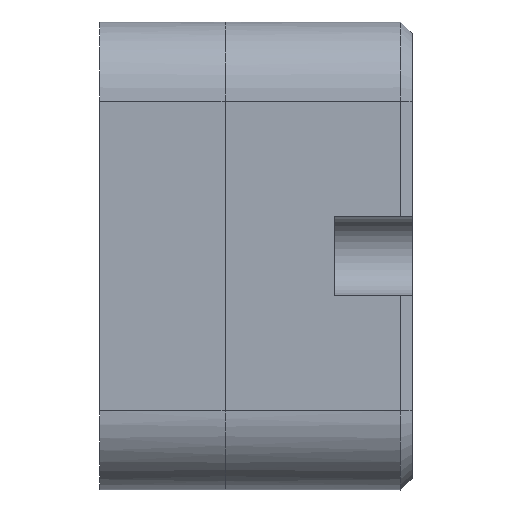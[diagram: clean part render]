
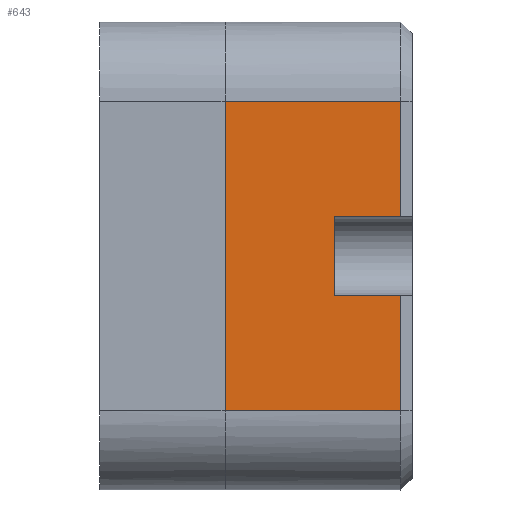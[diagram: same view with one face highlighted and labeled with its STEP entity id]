
A CAD part, left-side view. The second image highlights one B-rep face of the part: STEP entity #643.
In plain terms, the highlighted planar face has unit normal (-1, 0, 0).
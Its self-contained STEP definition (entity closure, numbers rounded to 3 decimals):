
#432 = VERTEX_POINT ( 'NONE', #1181 ) ;
#433 = ORIENTED_EDGE ( 'NONE', *, *, #661, .F. ) ;
#505 = ORIENTED_EDGE ( 'NONE', *, *, #506, .F. ) ;
#506 = EDGE_CURVE ( 'NONE', #507, #656, #1278, .T. ) ;
#507 = VERTEX_POINT ( 'NONE', #1274 ) ;
#508 = ORIENTED_EDGE ( 'NONE', *, *, #509, .T. ) ;
#509 = EDGE_CURVE ( 'NONE', #507, #510, #1244, .T. ) ;
#510 = VERTEX_POINT ( 'NONE', #1240 ) ;
#511 = ORIENTED_EDGE ( 'NONE', *, *, #512, .T. ) ;
#512 = EDGE_CURVE ( 'NONE', #510, #513, #1239, .T. ) ;
#513 = VERTEX_POINT ( 'NONE', #1235 ) ;
#514 = ORIENTED_EDGE ( 'NONE', *, *, #515, .T. ) ;
#515 = EDGE_CURVE ( 'NONE', #513, #432, #1234, .T. ) ;
#643 = ADVANCED_FACE ( 'NONE', ( #1412 ), #1411, .F. ) ;
#644 = EDGE_LOOP ( 'NONE', ( #645, #649, #652, #505, #508, #511, #514, #433 ) ) ;
#645 = ORIENTED_EDGE ( 'NONE', *, *, #646, .T. ) ;
#646 = EDGE_CURVE ( 'NONE', #647, #648, #1406, .T. ) ;
#647 = VERTEX_POINT ( 'NONE', #1402 ) ;
#648 = VERTEX_POINT ( 'NONE', #1401 ) ;
#649 = ORIENTED_EDGE ( 'NONE', *, *, #650, .T. ) ;
#650 = EDGE_CURVE ( 'NONE', #648, #651, #1400, .T. ) ;
#651 = VERTEX_POINT ( 'NONE', #1396 ) ;
#652 = ORIENTED_EDGE ( 'NONE', *, *, #653, .F. ) ;
#653 = EDGE_CURVE ( 'NONE', #656, #651, #1395, .T. ) ;
#656 = VERTEX_POINT ( 'NONE', #1391 ) ;
#661 = EDGE_CURVE ( 'NONE', #647, #432, #1476, .T. ) ;
#1181 = CARTESIAN_POINT ( 'NONE',  ( -14.998, 6., 4.96 ) ) ;
#1231 = DIRECTION ( 'NONE',  ( 0., 1., 0. ) ) ;
#1232 = VECTOR ( 'NONE', #1231, 1000. ) ;
#1233 = CARTESIAN_POINT ( 'NONE',  ( -14.999, 6., 4.96 ) ) ;
#1234 = LINE ( 'NONE', #1233, #1232 ) ;
#1235 = CARTESIAN_POINT ( 'NONE',  ( -14.999, 0.38, 4.96 ) ) ;
#1236 = DIRECTION ( 'NONE',  ( 0., 0., 1. ) ) ;
#1237 = VECTOR ( 'NONE', #1236, 1000. ) ;
#1238 = CARTESIAN_POINT ( 'NONE',  ( -14.999, 0.38, 4.96 ) ) ;
#1239 = LINE ( 'NONE', #1238, #1237 ) ;
#1240 = CARTESIAN_POINT ( 'NONE',  ( -14.999, 0.38, 1.27 ) ) ;
#1241 = DIRECTION ( 'NONE',  ( 0., -1., 0. ) ) ;
#1242 = VECTOR ( 'NONE', #1241, 1000. ) ;
#1243 = CARTESIAN_POINT ( 'NONE',  ( -14.999, 2.5, 1.27 ) ) ;
#1244 = LINE ( 'NONE', #1243, #1242 ) ;
#1274 = CARTESIAN_POINT ( 'NONE',  ( -14.999, 2.5, 1.27 ) ) ;
#1275 = DIRECTION ( 'NONE',  ( 0., 0., -1. ) ) ;
#1276 = VECTOR ( 'NONE', #1275, 1000. ) ;
#1277 = CARTESIAN_POINT ( 'NONE',  ( -14.999, 2.5, 1.27 ) ) ;
#1278 = LINE ( 'NONE', #1277, #1276 ) ;
#1391 = CARTESIAN_POINT ( 'NONE',  ( -14.999, 2.5, -1.27 ) ) ;
#1392 = DIRECTION ( 'NONE',  ( 0., -1., 0. ) ) ;
#1393 = VECTOR ( 'NONE', #1392, 1000. ) ;
#1394 = CARTESIAN_POINT ( 'NONE',  ( -14.999, 2.5, -1.27 ) ) ;
#1395 = LINE ( 'NONE', #1394, #1393 ) ;
#1396 = CARTESIAN_POINT ( 'NONE',  ( -14.999, 0.38, -1.27 ) ) ;
#1397 = DIRECTION ( 'NONE',  ( 0., 0., 1. ) ) ;
#1398 = VECTOR ( 'NONE', #1397, 1000. ) ;
#1399 = CARTESIAN_POINT ( 'NONE',  ( -14.999, 0.38, -1.27 ) ) ;
#1400 = LINE ( 'NONE', #1399, #1398 ) ;
#1401 = CARTESIAN_POINT ( 'NONE',  ( -14.999, 0.38, -4.96 ) ) ;
#1402 = CARTESIAN_POINT ( 'NONE',  ( -14.998, 6., -4.96 ) ) ;
#1403 = DIRECTION ( 'NONE',  ( 0., -1., 0. ) ) ;
#1404 = VECTOR ( 'NONE', #1403, 1000. ) ;
#1405 = CARTESIAN_POINT ( 'NONE',  ( -14.999, 6., -4.96 ) ) ;
#1406 = LINE ( 'NONE', #1405, #1404 ) ;
#1407 = DIRECTION ( 'NONE',  ( 0., 0., -1. ) ) ;
#1408 = DIRECTION ( 'NONE',  ( 1., 0., 0. ) ) ;
#1409 = CARTESIAN_POINT ( 'NONE',  ( -14.999, 6., 7.5 ) ) ;
#1410 = AXIS2_PLACEMENT_3D ( 'NONE', #1409, #1408, #1407 ) ;
#1411 = PLANE ( 'NONE',  #1410 ) ;
#1412 = FACE_OUTER_BOUND ( 'NONE', #644, .T. ) ;
#1471 = CARTESIAN_POINT ( 'NONE',  ( -14.998, 6., 4.96 ) ) ;
#1472 = CARTESIAN_POINT ( 'NONE',  ( -14.998, 6., 1.653 ) ) ;
#1473 = CARTESIAN_POINT ( 'NONE',  ( -14.998, 6., -1.653 ) ) ;
#1474 = CARTESIAN_POINT ( 'NONE',  ( -14.998, 6., -4.96 ) ) ;
#1476 = B_SPLINE_CURVE_WITH_KNOTS ( 'NONE', 3,
 ( #1474, #1473, #1472, #1471 ),
 .UNSPECIFIED., .F., .F.,
 ( 4, 4 ),
 ( 0., 1. ),
 .UNSPECIFIED. ) ;
